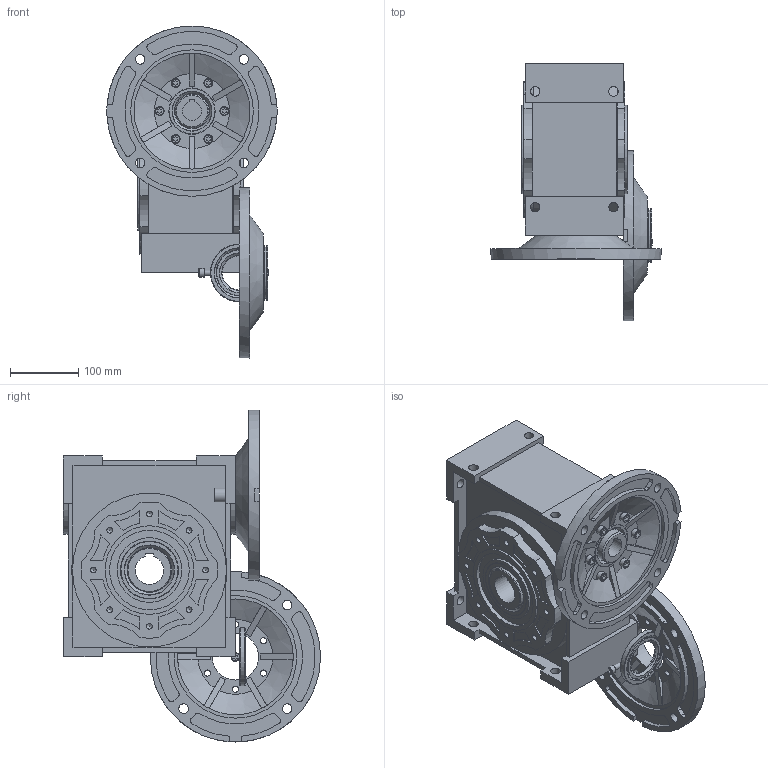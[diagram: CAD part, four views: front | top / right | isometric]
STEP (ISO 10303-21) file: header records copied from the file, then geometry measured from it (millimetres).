
FILE_DESCRIPTION( ( 'Unknown' ), '1' );
FILE_NAME( 'RV110.stp', 'Unknown', ( 'Unknown' ), ( 'Unknown' ), 'PSStep 10.1', 'Unknown', ' ' );
FILE_SCHEMA( ( 'AUTOMOTIVE_DESIGN { 1 0 10303 214 1 1 1 1 }' ) );
Length unit declared in the file: millimetre
Products named in the file (15): Assem1; Corpo_rv110; SM-F 65x85x8; SM-F 65x85x8-oa0; flangia_rv110; SM-F  50x68x8; V-tcei M  8 x 20; V-tcei M  8 x 20-oa1; V-tcei M  8 x 20-oa2; V-tcei M  8 x 20-oa3; V-tcei M  8 x 20-oa4; V-tcei M  8 x 20-oa5
Bounding box: 250 x 377.5 x 487.5 mm (x, y, z)
Volume: 18263698.5 mm3; surface area: 1238038.8 mm2
Topology: 28 solids, 28 shells, 1034 faces, 2546 edges, 1668 vertices
Faces by surface type: plane 478, cylinder 408, cone 106, torus 42
Full cylindrical faces by diameter (mm): 6.647 x24, 8 x12, 8.376 x64, 9 x12, 13 x12, 14 x32, 50 x2, 65 x4, 66.667 x2, 68 x4, 72 x2, 75 x2, 80 x6, 83.667 x4, 85 x8, 95 x4, 117 x4, 130 x4, 180 x2, 226 x4, 250 x2
Entity records: 18398 total; most frequent: DIRECTION 2540, CARTESIAN_POINT 2374, ORIENTED_EDGE 2050, EDGE_CURVE 1025, AXIS2_PLACEMENT_3D 995, EDGE_LOOP 794, VERTEX_POINT 781, FACE_OUTER_BOUND 637
